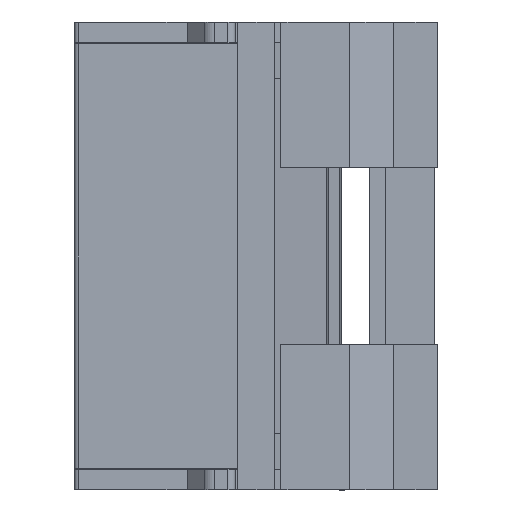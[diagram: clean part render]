
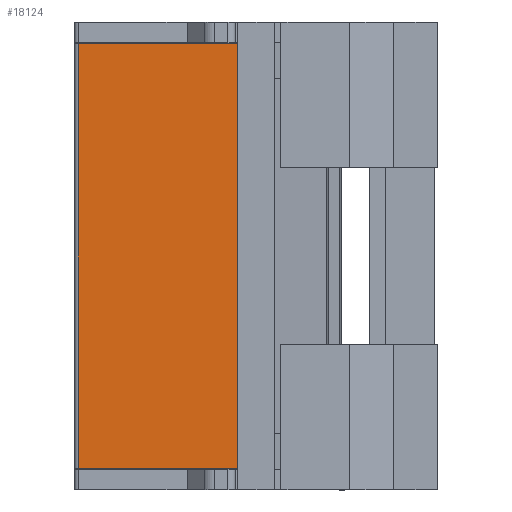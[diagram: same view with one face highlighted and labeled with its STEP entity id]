
A CAD part, left-side view. The second image highlights one B-rep face of the part: STEP entity #18124.
In plain terms, the highlighted planar face has unit normal (-1, 0, 0).
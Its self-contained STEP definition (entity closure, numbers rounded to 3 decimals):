
#477=PLANE('',#19142);
#1265=FACE_OUTER_BOUND('',#2258,.T.);
#2258=EDGE_LOOP('',(#12627,#12628,#12629,#12630));
#3762=LINE('',#25269,#5944);
#3763=LINE('',#25271,#5945);
#3764=LINE('',#25273,#5946);
#3765=LINE('',#25274,#5947);
#5944=VECTOR('',#20462,58.5);
#5945=VECTOR('',#20463,25.);
#5946=VECTOR('',#20464,58.5);
#5947=VECTOR('',#20465,25.);
#8128=VERTEX_POINT('',#25267);
#8129=VERTEX_POINT('',#25268);
#8130=VERTEX_POINT('',#25270);
#8131=VERTEX_POINT('',#25272);
#9945=EDGE_CURVE('',#8128,#8129,#3762,.T.);
#9946=EDGE_CURVE('',#8130,#8129,#3763,.T.);
#9947=EDGE_CURVE('',#8130,#8131,#3764,.T.);
#9948=EDGE_CURVE('',#8131,#8128,#3765,.T.);
#12627=ORIENTED_EDGE('',*,*,#9945,.T.);
#12628=ORIENTED_EDGE('',*,*,#9946,.F.);
#12629=ORIENTED_EDGE('',*,*,#9947,.T.);
#12630=ORIENTED_EDGE('',*,*,#9948,.T.);
#18124=ADVANCED_FACE('',(#1265),#477,.T.);
#19142=AXIS2_PLACEMENT_3D('',#25266,#20460,#20461);
#20460=DIRECTION('center_axis',(-1.,0.,0.));
#20461=DIRECTION('ref_axis',(0.,-1.,0.));
#20462=DIRECTION('',(0.,0.,1.));
#20463=DIRECTION('',(0.,-1.,0.));
#20464=DIRECTION('',(0.,0.,-1.));
#20465=DIRECTION('',(0.,-1.,0.));
#25266=CARTESIAN_POINT('Origin',(-19.246,41.428,332.311));
#25267=CARTESIAN_POINT('',(-19.246,15.928,65.113));
#25268=CARTESIAN_POINT('',(-19.246,15.928,123.613));
#25269=CARTESIAN_POINT('',(-19.246,15.928,62.613));
#25270=CARTESIAN_POINT('',(-19.246,40.928,123.613));
#25271=CARTESIAN_POINT('',(-19.246,38.801,123.613));
#25272=CARTESIAN_POINT('',(-19.246,40.928,65.113));
#25273=CARTESIAN_POINT('',(-19.246,40.928,65.613));
#25274=CARTESIAN_POINT('',(-19.246,41.428,65.113));
